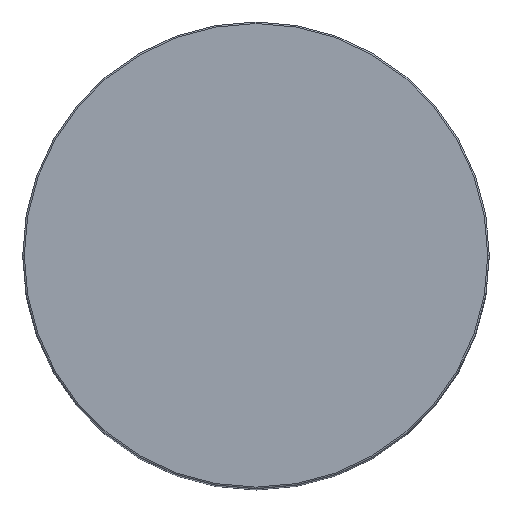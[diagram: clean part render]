
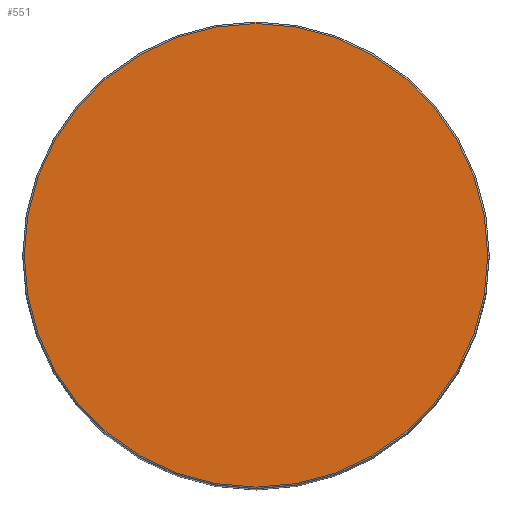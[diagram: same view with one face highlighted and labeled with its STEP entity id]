
A CAD part, top view. The second image highlights one B-rep face of the part: STEP entity #551.
In plain terms, the highlighted planar face has unit normal (0, 0, 1).
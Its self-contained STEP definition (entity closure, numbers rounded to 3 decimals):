
#184=CARTESIAN_POINT('',(0.,0.,50.));
#185=DIRECTION('',(0.,0.,1.));
#186=DIRECTION('',(1.,0.,0.));
#187=AXIS2_PLACEMENT_3D('',#184,#185,#186);
#189=CARTESIAN_POINT('',(0.,0.,50.));
#190=DIRECTION('',(0.,0.,1.));
#191=DIRECTION('',(-1.,0.,0.));
#192=AXIS2_PLACEMENT_3D('',#189,#190,#191);
#225=CARTESIAN_POINT('',(14.9,0.,50.));
#226=CARTESIAN_POINT('',(-14.9,0.,50.));
#227=VERTEX_POINT('',#225);
#228=VERTEX_POINT('',#226);
#541=CARTESIAN_POINT('',(0.,0.,50.));
#542=DIRECTION('',(0.,0.,1.));
#543=DIRECTION('',(1.,0.,0.));
#544=AXIS2_PLACEMENT_3D('',#541,#542,#543);
#545=PLANE('',#544);
#547=ORIENTED_EDGE('',*,*,#546,.F.);
#548=ORIENTED_EDGE('',*,*,#524,.F.);
#549=EDGE_LOOP('',(#547,#548));
#550=FACE_OUTER_BOUND('',#549,.F.);
#551=ADVANCED_FACE('',(#550),#545,.T.);
#188=CIRCLE('',#187,14.9);
#193=CIRCLE('',#192,14.9);
#524=EDGE_CURVE('',#228,#227,#193,.T.);
#546=EDGE_CURVE('',#227,#228,#188,.T.);
